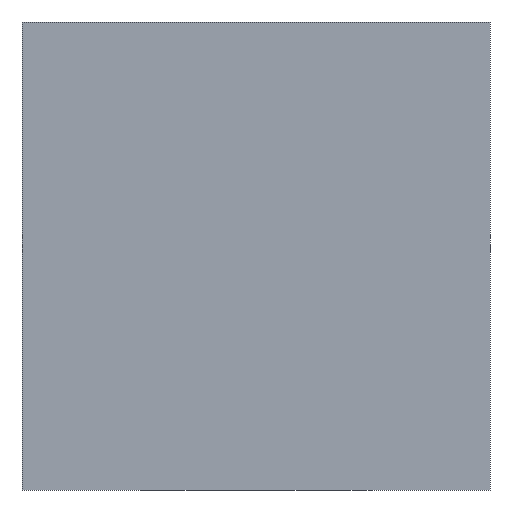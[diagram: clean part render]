
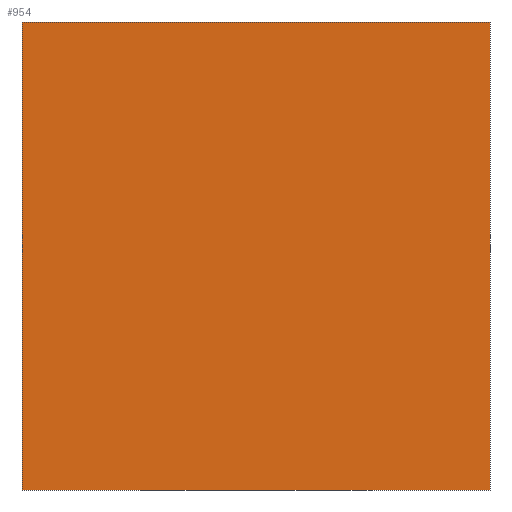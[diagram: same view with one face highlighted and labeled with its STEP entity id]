
A CAD part, left-side view. The second image highlights one B-rep face of the part: STEP entity #954.
In plain terms, the highlighted planar face has unit normal (-1, 0, 0).
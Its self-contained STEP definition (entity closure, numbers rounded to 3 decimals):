
#954 = ADVANCED_FACE('',(#955),#969,.F.);
#955 = FACE_BOUND('',#956,.F.);
#956 = EDGE_LOOP('',(#957,#980,#996,#1012));
#957 = ORIENTED_EDGE('',*,*,#958,.F.);
#958 = EDGE_CURVE('',#959,#961,#963,.T.);
#959 = VERTEX_POINT('',#960);
#960 = CARTESIAN_POINT('',(0.,0.,0.));
#961 = VERTEX_POINT('',#962);
#962 = CARTESIAN_POINT('',(0.,0.,10.));
#963 = SURFACE_CURVE('',#964,(#968),.PCURVE_S1.);
#964 = LINE('',#965,#966);
#965 = CARTESIAN_POINT('',(0.,0.,0.));
#966 = VECTOR('',#967,1.);
#967 = DIRECTION('',(0.,0.,1.));
#968 = PCURVE('',#969,#974);
#969 = PLANE('',#970);
#970 = AXIS2_PLACEMENT_3D('',#971,#972,#973);
#971 = CARTESIAN_POINT('',(0.,0.,0.));
#972 = DIRECTION('',(1.,0.,-0.));
#973 = DIRECTION('',(0.,0.,1.));
#974 = DEFINITIONAL_REPRESENTATION('',(#975),#979);
#975 = LINE('',#976,#977);
#976 = CARTESIAN_POINT('',(0.,0.));
#977 = VECTOR('',#978,1.);
#978 = DIRECTION('',(1.,0.));
#979 = ( GEOMETRIC_REPRESENTATION_CONTEXT(2) 
PARAMETRIC_REPRESENTATION_CONTEXT() REPRESENTATION_CONTEXT('2D SPACE',''
  ) );
#980 = ORIENTED_EDGE('',*,*,#981,.T.);
#981 = EDGE_CURVE('',#959,#982,#984,.T.);
#982 = VERTEX_POINT('',#983);
#983 = CARTESIAN_POINT('',(0.,10.,0.));
#984 = SURFACE_CURVE('',#985,(#989),.PCURVE_S1.);
#985 = LINE('',#986,#987);
#986 = CARTESIAN_POINT('',(0.,0.,0.));
#987 = VECTOR('',#988,1.);
#988 = DIRECTION('',(-0.,1.,0.));
#989 = PCURVE('',#969,#990);
#990 = DEFINITIONAL_REPRESENTATION('',(#991),#995);
#991 = LINE('',#992,#993);
#992 = CARTESIAN_POINT('',(0.,0.));
#993 = VECTOR('',#994,1.);
#994 = DIRECTION('',(0.,-1.));
#995 = ( GEOMETRIC_REPRESENTATION_CONTEXT(2) 
PARAMETRIC_REPRESENTATION_CONTEXT() REPRESENTATION_CONTEXT('2D SPACE',''
  ) );
#996 = ORIENTED_EDGE('',*,*,#997,.T.);
#997 = EDGE_CURVE('',#982,#998,#1000,.T.);
#998 = VERTEX_POINT('',#999);
#999 = CARTESIAN_POINT('',(0.,10.,10.));
#1000 = SURFACE_CURVE('',#1001,(#1005),.PCURVE_S1.);
#1001 = LINE('',#1002,#1003);
#1002 = CARTESIAN_POINT('',(0.,10.,0.));
#1003 = VECTOR('',#1004,1.);
#1004 = DIRECTION('',(0.,0.,1.));
#1005 = PCURVE('',#969,#1006);
#1006 = DEFINITIONAL_REPRESENTATION('',(#1007),#1011);
#1007 = LINE('',#1008,#1009);
#1008 = CARTESIAN_POINT('',(0.,-10.));
#1009 = VECTOR('',#1010,1.);
#1010 = DIRECTION('',(1.,0.));
#1011 = ( GEOMETRIC_REPRESENTATION_CONTEXT(2) 
PARAMETRIC_REPRESENTATION_CONTEXT() REPRESENTATION_CONTEXT('2D SPACE',''
  ) );
#1012 = ORIENTED_EDGE('',*,*,#1013,.F.);
#1013 = EDGE_CURVE('',#961,#998,#1014,.T.);
#1014 = SURFACE_CURVE('',#1015,(#1019),.PCURVE_S1.);
#1015 = LINE('',#1016,#1017);
#1016 = CARTESIAN_POINT('',(0.,0.,10.));
#1017 = VECTOR('',#1018,1.);
#1018 = DIRECTION('',(-0.,1.,0.));
#1019 = PCURVE('',#969,#1020);
#1020 = DEFINITIONAL_REPRESENTATION('',(#1021),#1025);
#1021 = LINE('',#1022,#1023);
#1022 = CARTESIAN_POINT('',(10.,0.));
#1023 = VECTOR('',#1024,1.);
#1024 = DIRECTION('',(0.,-1.));
#1025 = ( GEOMETRIC_REPRESENTATION_CONTEXT(2) 
PARAMETRIC_REPRESENTATION_CONTEXT() REPRESENTATION_CONTEXT('2D SPACE',''
  ) );
